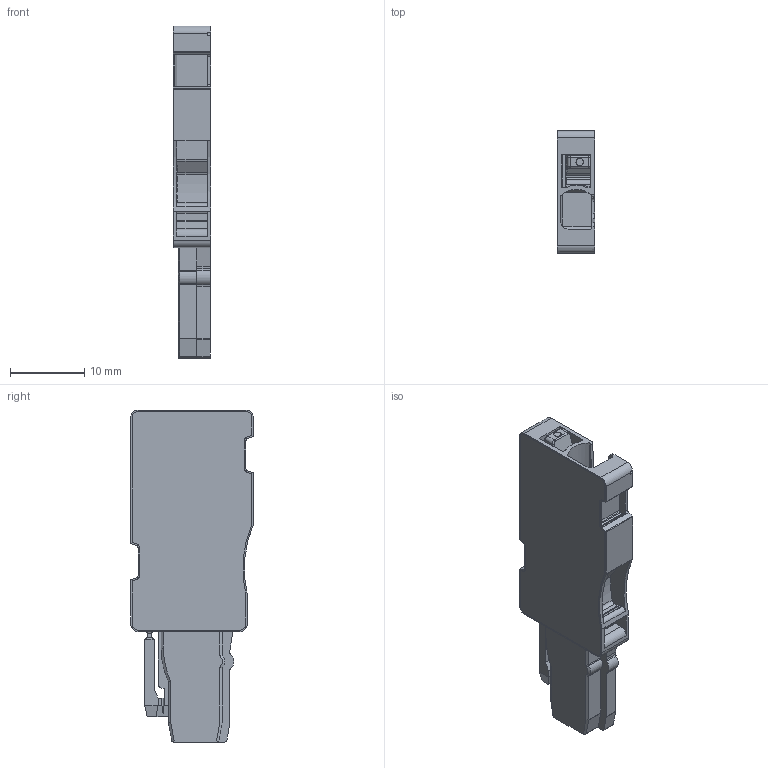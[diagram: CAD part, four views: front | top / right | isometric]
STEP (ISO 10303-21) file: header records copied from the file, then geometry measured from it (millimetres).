
FILE_DESCRIPTION(('CATIA V5 STEP Exchange','CAx-IF Rec.Pracs.--- Model Styling and Organization---1.5--- 2016-08-15','CAx-IF Rec.Pracs.---Supplemental Geometry---1.0---2011-11-01','CAx-IF Rec.Pracs.--- Composite Materials ---1.1---2010-07-15'),'2;1');
FILE_NAME ('2013609-4_1', '2025-02-19T13:32:20+00:00', ('none'), ('Weidmueller'), 'CATIA Version 5-6 Release 2022 SP4 HF5', 'CATIA V5 STEP AP214 v3', 'none');
FILE_SCHEMA(('AUTOMOTIVE_DESIGN { 1 0 10303 214 1 1 1 1 }'));
Length unit declared in the file: millimetre
Products named in the file (1): 3030250000
Bounding box: 5.1 x 16.5 x 44.65 mm (x, y, z)
Volume: 2551.3 mm3; surface area: 2374.1 mm2
Topology: 1 solids, 3 shells, 523 faces, 1463 edges, 958 vertices
Faces by surface type: plane 313, cylinder 184, bspline 13, cone 10, torus 3
Entity records: 18017 total; most frequent: CARTESIAN_POINT 4570, ORIENTED_EDGE 2926, DIRECTION 2229, EDGE_CURVE 1463, VECTOR 1012, LINE 1012, VERTEX_POINT 958, AXIS2_PLACEMENT_3D 761
